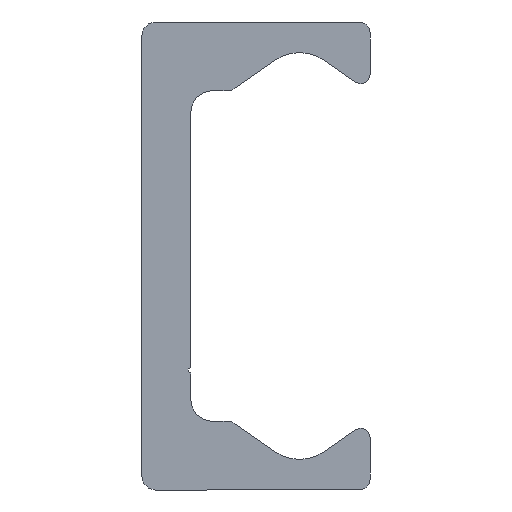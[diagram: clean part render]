
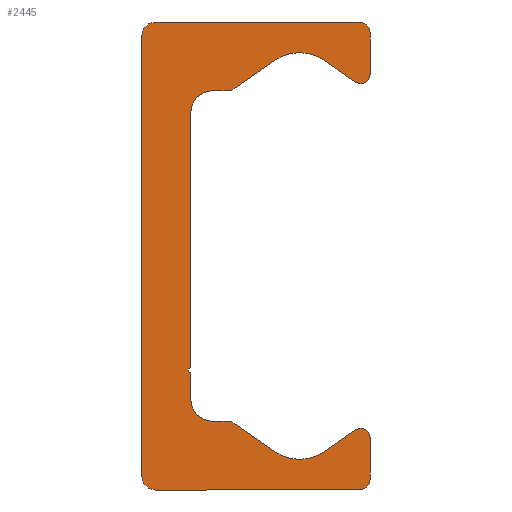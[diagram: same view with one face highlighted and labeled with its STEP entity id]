
A CAD part, left-side view. The second image highlights one B-rep face of the part: STEP entity #2445.
In plain terms, the highlighted planar face has unit normal (-1, 0, 0).
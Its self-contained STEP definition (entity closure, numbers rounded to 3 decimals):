
#1428=CARTESIAN_POINT('',(0.0,9.25,-21.5));
#1429=VERTEX_POINT('',#1428);
#1436=CARTESIAN_POINT('',(0.0,10.5,-20.25));
#1437=VERTEX_POINT('',#1436);
#1438=CARTESIAN_POINT('',(0.0,9.25,-20.25));
#1439=DIRECTION('',(1.0,0.0,0.0));
#1440=DIRECTION('',(0.0,0.0,-1.0));
#1441=AXIS2_PLACEMENT_3D('',#1438,#1439,#1440);
#1442=CIRCLE('',#1441,1.25);
#1443=EDGE_CURVE('',#1429,#1437,#1442,.T.);
#1467=CARTESIAN_POINT('',(0.0,-9.5,-21.5));
#1468=VERTEX_POINT('',#1467);
#1475=CARTESIAN_POINT('',(0.0,-9.5,-21.5));
#1476=DIRECTION('',(0.0,1.0,0.0));
#1477=VECTOR('',#1476,18.75);
#1478=LINE('',#1475,#1477);
#1479=EDGE_CURVE('',#1468,#1429,#1478,.T.);
#1499=CARTESIAN_POINT('',(0.0,-10.5,-20.5));
#1500=VERTEX_POINT('',#1499);
#1507=CARTESIAN_POINT('',(0.0,-9.5,-20.5));
#1508=DIRECTION('',(1.0,0.0,0.0));
#1509=DIRECTION('',(0.0,-1.0,0.0));
#1510=AXIS2_PLACEMENT_3D('',#1507,#1508,#1509);
#1511=CIRCLE('',#1510,1.0);
#1512=EDGE_CURVE('',#1500,#1468,#1511,.T.);
#1531=CARTESIAN_POINT('',(0.0,-10.5,-16.65));
#1532=VERTEX_POINT('',#1531);
#1539=CARTESIAN_POINT('',(0.0,-10.5,-16.65));
#1540=DIRECTION('',(0.0,0.0,-1.0));
#1541=VECTOR('',#1540,3.85);
#1542=LINE('',#1539,#1541);
#1543=EDGE_CURVE('',#1532,#1500,#1542,.T.);
#1563=CARTESIAN_POINT('',(0.0,-9.162,-15.954));
#1564=VERTEX_POINT('',#1563);
#1571=CARTESIAN_POINT('',(0.0,-9.65,-16.65));
#1572=DIRECTION('',(1.0,0.0,0.0));
#1573=DIRECTION('',(0.0,0.574,0.819));
#1574=AXIS2_PLACEMENT_3D('',#1571,#1572,#1573);
#1575=CIRCLE('',#1574,0.85);
#1576=EDGE_CURVE('',#1564,#1532,#1575,.T.);
#1595=CARTESIAN_POINT('',(0.0,-6.294,-17.962));
#1596=VERTEX_POINT('',#1595);
#1603=CARTESIAN_POINT('',(0.0,-6.294,-17.962));
#1604=DIRECTION('',(0.0,-0.819,0.574));
#1605=VECTOR('',#1604,3.501);
#1606=LINE('',#1603,#1605);
#1607=EDGE_CURVE('',#1596,#1564,#1606,.T.);
#1627=CARTESIAN_POINT('',(0.0,-1.706,-17.962));
#1628=VERTEX_POINT('',#1627);
#1635=CARTESIAN_POINT('',(0.0,-4.,-14.685));
#1636=DIRECTION('',(-1.0,0.0,0.0));
#1637=DIRECTION('',(0.0,0.574,0.819));
#1638=AXIS2_PLACEMENT_3D('',#1635,#1636,#1637);
#1639=CIRCLE('',#1638,4.0);
#1640=EDGE_CURVE('',#1628,#1596,#1639,.T.);
#1659=CARTESIAN_POINT('',(0.0,1.981,-15.381));
#1660=VERTEX_POINT('',#1659);
#1667=CARTESIAN_POINT('',(0.0,1.981,-15.381));
#1668=DIRECTION('',(0.0,-0.819,-0.574));
#1669=VECTOR('',#1668,4.5);
#1670=LINE('',#1667,#1669);
#1671=EDGE_CURVE('',#1660,#1628,#1670,.T.);
#1691=CARTESIAN_POINT('',(0.0,2.554,-15.2));
#1692=VERTEX_POINT('',#1691);
#1699=CARTESIAN_POINT('',(0.0,2.554,-16.2));
#1700=DIRECTION('',(1.0,0.0,0.0));
#1701=DIRECTION('',(0.0,0.0,1.0));
#1702=AXIS2_PLACEMENT_3D('',#1699,#1700,#1701);
#1703=CIRCLE('',#1702,1.);
#1704=EDGE_CURVE('',#1692,#1660,#1703,.T.);
#1723=CARTESIAN_POINT('',(0.0,4.0,-15.2));
#1724=VERTEX_POINT('',#1723);
#1731=CARTESIAN_POINT('',(0.0,4.0,-15.2));
#1732=DIRECTION('',(0.0,-1.0,0.0));
#1733=VECTOR('',#1732,1.446);
#1734=LINE('',#1731,#1733);
#1735=EDGE_CURVE('',#1724,#1692,#1734,.T.);
#1755=CARTESIAN_POINT('',(0.0,6.,-13.2));
#1756=VERTEX_POINT('',#1755);
#1763=CARTESIAN_POINT('',(0.0,4.,-13.2));
#1764=DIRECTION('',(-1.0,0.0,0.0));
#1765=DIRECTION('',(0.0,0.0,1.0));
#1766=AXIS2_PLACEMENT_3D('',#1763,#1764,#1765);
#1767=CIRCLE('',#1766,2.0);
#1768=EDGE_CURVE('',#1756,#1724,#1767,.T.);
#1787=CARTESIAN_POINT('',(0.0,6.,-10.75));
#1788=VERTEX_POINT('',#1787);
#1795=CARTESIAN_POINT('',(0.0,6.,-10.75));
#1796=DIRECTION('',(0.0,0.0,-1.0));
#1797=VECTOR('',#1796,2.45);
#1798=LINE('',#1795,#1797);
#1799=EDGE_CURVE('',#1788,#1756,#1798,.T.);
#1819=CARTESIAN_POINT('',(0.0,6.,-10.25));
#1820=VERTEX_POINT('',#1819);
#1827=CARTESIAN_POINT('',(0.0,6.,-10.5));
#1828=DIRECTION('',(-1.0,0.0,0.0));
#1829=DIRECTION('',(0.0,0.0,1.0));
#1830=AXIS2_PLACEMENT_3D('',#1827,#1828,#1829);
#1831=CIRCLE('',#1830,0.25);
#1832=EDGE_CURVE('',#1820,#1788,#1831,.T.);
#1851=CARTESIAN_POINT('',(0.0,6.,13.2));
#1852=VERTEX_POINT('',#1851);
#1859=CARTESIAN_POINT('',(0.0,6.,13.2));
#1860=DIRECTION('',(0.0,0.0,-1.0));
#1861=VECTOR('',#1860,23.45);
#1862=LINE('',#1859,#1861);
#1863=EDGE_CURVE('',#1852,#1820,#1862,.T.);
#1967=CARTESIAN_POINT('',(0.0,4.0,15.2));
#1968=VERTEX_POINT('',#1967);
#1975=CARTESIAN_POINT('',(0.0,4.,13.2));
#1976=DIRECTION('',(-1.0,0.0,0.0));
#1977=DIRECTION('',(0.0,-1.0,0.0));
#1978=AXIS2_PLACEMENT_3D('',#1975,#1976,#1977);
#1979=CIRCLE('',#1978,2.0);
#1980=EDGE_CURVE('',#1968,#1852,#1979,.T.);
#1999=CARTESIAN_POINT('',(0.0,2.554,15.2));
#2000=VERTEX_POINT('',#1999);
#2007=CARTESIAN_POINT('',(0.0,2.554,15.2));
#2008=DIRECTION('',(0.0,1.0,0.0));
#2009=VECTOR('',#2008,1.446);
#2010=LINE('',#2007,#2009);
#2011=EDGE_CURVE('',#2000,#1968,#2010,.T.);
#2031=CARTESIAN_POINT('',(0.0,1.981,15.381));
#2032=VERTEX_POINT('',#2031);
#2039=CARTESIAN_POINT('',(0.0,2.554,16.2));
#2040=DIRECTION('',(1.0,0.0,0.0));
#2041=DIRECTION('',(0.0,-0.574,-0.819));
#2042=AXIS2_PLACEMENT_3D('',#2039,#2040,#2041);
#2043=CIRCLE('',#2042,1.);
#2044=EDGE_CURVE('',#2032,#2000,#2043,.T.);
#2063=CARTESIAN_POINT('',(0.0,-1.706,17.962));
#2064=VERTEX_POINT('',#2063);
#2071=CARTESIAN_POINT('',(0.0,-1.706,17.962));
#2072=DIRECTION('',(0.0,0.819,-0.574));
#2073=VECTOR('',#2072,4.5);
#2074=LINE('',#2071,#2073);
#2075=EDGE_CURVE('',#2064,#2032,#2074,.T.);
#2095=CARTESIAN_POINT('',(0.0,-6.294,17.962));
#2096=VERTEX_POINT('',#2095);
#2103=CARTESIAN_POINT('',(0.0,-4.,14.685));
#2104=DIRECTION('',(-1.0,0.0,0.0));
#2105=DIRECTION('',(0.0,-0.574,-0.819));
#2106=AXIS2_PLACEMENT_3D('',#2103,#2104,#2105);
#2107=CIRCLE('',#2106,4.0);
#2108=EDGE_CURVE('',#2096,#2064,#2107,.T.);
#2127=CARTESIAN_POINT('',(0.0,-9.162,15.954));
#2128=VERTEX_POINT('',#2127);
#2135=CARTESIAN_POINT('',(0.0,-9.162,15.954));
#2136=DIRECTION('',(0.0,0.819,0.574));
#2137=VECTOR('',#2136,3.501);
#2138=LINE('',#2135,#2137);
#2139=EDGE_CURVE('',#2128,#2096,#2138,.T.);
#2159=CARTESIAN_POINT('',(0.0,-10.5,16.65));
#2160=VERTEX_POINT('',#2159);
#2167=CARTESIAN_POINT('',(0.0,-9.65,16.65));
#2168=DIRECTION('',(1.0,0.0,0.0));
#2169=DIRECTION('',(0.0,-1.0,0.0));
#2170=AXIS2_PLACEMENT_3D('',#2167,#2168,#2169);
#2171=CIRCLE('',#2170,0.85);
#2172=EDGE_CURVE('',#2160,#2128,#2171,.T.);
#2191=CARTESIAN_POINT('',(0.0,-10.5,20.5));
#2192=VERTEX_POINT('',#2191);
#2199=CARTESIAN_POINT('',(0.0,-10.5,20.5));
#2200=DIRECTION('',(0.0,0.0,-1.0));
#2201=VECTOR('',#2200,3.85);
#2202=LINE('',#2199,#2201);
#2203=EDGE_CURVE('',#2192,#2160,#2202,.T.);
#2223=CARTESIAN_POINT('',(0.0,-9.5,21.5));
#2224=VERTEX_POINT('',#2223);
#2231=CARTESIAN_POINT('',(0.0,-9.5,20.5));
#2232=DIRECTION('',(1.0,0.0,0.0));
#2233=DIRECTION('',(0.0,0.0,1.0));
#2234=AXIS2_PLACEMENT_3D('',#2231,#2232,#2233);
#2235=CIRCLE('',#2234,1.0);
#2236=EDGE_CURVE('',#2224,#2192,#2235,.T.);
#2255=CARTESIAN_POINT('',(0.0,9.25,21.5));
#2256=VERTEX_POINT('',#2255);
#2263=CARTESIAN_POINT('',(0.0,9.25,21.5));
#2264=DIRECTION('',(0.0,-1.0,0.0));
#2265=VECTOR('',#2264,18.75);
#2266=LINE('',#2263,#2265);
#2267=EDGE_CURVE('',#2256,#2224,#2266,.T.);
#2287=CARTESIAN_POINT('',(0.0,10.5,20.25));
#2288=VERTEX_POINT('',#2287);
#2295=CARTESIAN_POINT('',(0.0,9.25,20.25));
#2296=DIRECTION('',(1.0,0.0,0.0));
#2297=DIRECTION('',(0.0,1.0,0.0));
#2298=AXIS2_PLACEMENT_3D('',#2295,#2296,#2297);
#2299=CIRCLE('',#2298,1.25);
#2300=EDGE_CURVE('',#2288,#2256,#2299,.T.);
#2318=CARTESIAN_POINT('',(0.0,10.5,-20.25));
#2319=DIRECTION('',(0.0,0.0,1.0));
#2320=VECTOR('',#2319,40.5);
#2321=LINE('',#2318,#2320);
#2322=EDGE_CURVE('',#1437,#2288,#2321,.T.);
#2412=CARTESIAN_POINT('',(0.0,2.66,-0.019));
#2413=DIRECTION('',(1.0,0.0,0.0));
#2414=DIRECTION('',(0.0,0.0,-1.0));
#2415=AXIS2_PLACEMENT_3D('',#2412,#2413,#2414);
#2416=PLANE('',#2415);
#2417=ORIENTED_EDGE('',*,*,#2322,.F.);
#2418=ORIENTED_EDGE('',*,*,#1443,.F.);
#2419=ORIENTED_EDGE('',*,*,#1479,.F.);
#2420=ORIENTED_EDGE('',*,*,#1512,.F.);
#2421=ORIENTED_EDGE('',*,*,#1543,.F.);
#2422=ORIENTED_EDGE('',*,*,#1576,.F.);
#2423=ORIENTED_EDGE('',*,*,#1607,.F.);
#2424=ORIENTED_EDGE('',*,*,#1640,.F.);
#2425=ORIENTED_EDGE('',*,*,#1671,.F.);
#2426=ORIENTED_EDGE('',*,*,#1704,.F.);
#2427=ORIENTED_EDGE('',*,*,#1735,.F.);
#2428=ORIENTED_EDGE('',*,*,#1768,.F.);
#2429=ORIENTED_EDGE('',*,*,#1799,.F.);
#2430=ORIENTED_EDGE('',*,*,#1832,.F.);
#2431=ORIENTED_EDGE('',*,*,#1863,.F.);
#2432=ORIENTED_EDGE('',*,*,#1980,.F.);
#2433=ORIENTED_EDGE('',*,*,#2011,.F.);
#2434=ORIENTED_EDGE('',*,*,#2044,.F.);
#2435=ORIENTED_EDGE('',*,*,#2075,.F.);
#2436=ORIENTED_EDGE('',*,*,#2108,.F.);
#2437=ORIENTED_EDGE('',*,*,#2139,.F.);
#2438=ORIENTED_EDGE('',*,*,#2172,.F.);
#2439=ORIENTED_EDGE('',*,*,#2203,.F.);
#2440=ORIENTED_EDGE('',*,*,#2236,.F.);
#2441=ORIENTED_EDGE('',*,*,#2267,.F.);
#2442=ORIENTED_EDGE('',*,*,#2300,.F.);
#2443=EDGE_LOOP('',(#2417,#2418,#2419,#2420,#2421,#2422,#2423,#2424,#2425,#2426,#2427,#2428,#2429,#2430,#2431,#2432,#2433,#2434,#2435,#2436,#2437,#2438,#2439,#2440,#2441,#2442));
#2444=FACE_OUTER_BOUND('',#2443,.T.);
#2445=ADVANCED_FACE('',(#2444),#2416,.F.);
